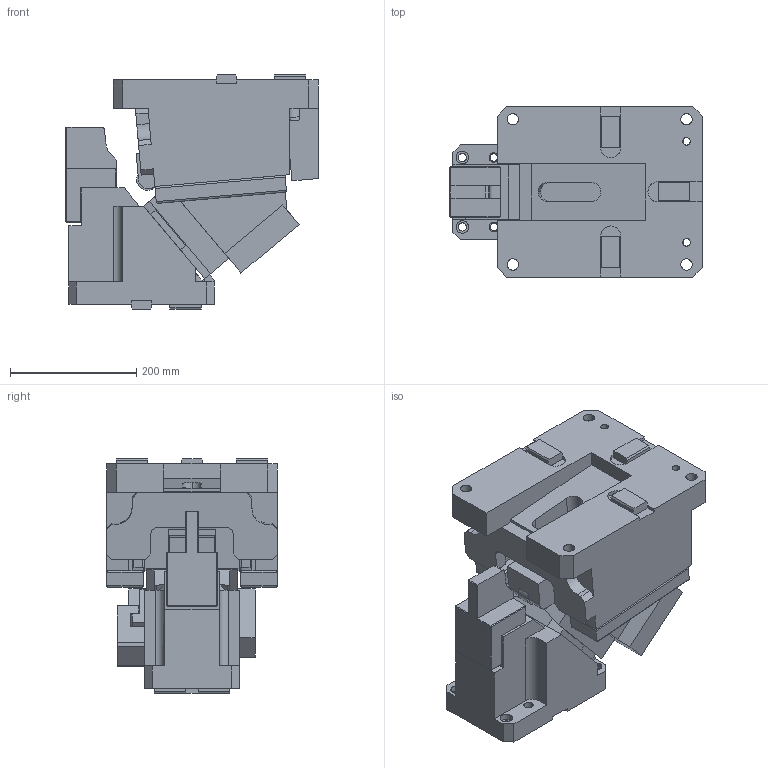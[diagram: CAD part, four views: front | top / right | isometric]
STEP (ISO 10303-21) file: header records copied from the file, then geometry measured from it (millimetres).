
FILE_DESCRIPTION(('CATIA V5 STEP Exchange'),'2;1');
FILE_NAME('CACG_200_50.stp','2015-04-22T09:46:12+00:00',('none'),('none'),'CATIA Version 5 Release 19 SP 2 (IN-10)','CATIA V5 STEP AP203','none');
FILE_SCHEMA(('CONFIG_CONTROL_DESIGN'));
Length unit declared in the file: millimetre
Products named in the file (1): CACG_200_50
Bounding box: 400 x 270 x 372 mm (x, y, z)
Volume: 18076995.6 mm3; surface area: 1024219.6 mm2
Topology: 3 solids, 9 shells, 549 faces, 1459 edges, 938 vertices
Faces by surface type: plane 359, cylinder 186, extrusion 4
Entity records: 20032 total; most frequent: CARTESIAN_POINT 7240, ORIENTED_EDGE 2918, DIRECTION 2101, EDGE_CURVE 1459, VECTOR 1149, LINE 1145, VERTEX_POINT 938, EDGE_LOOP 597
